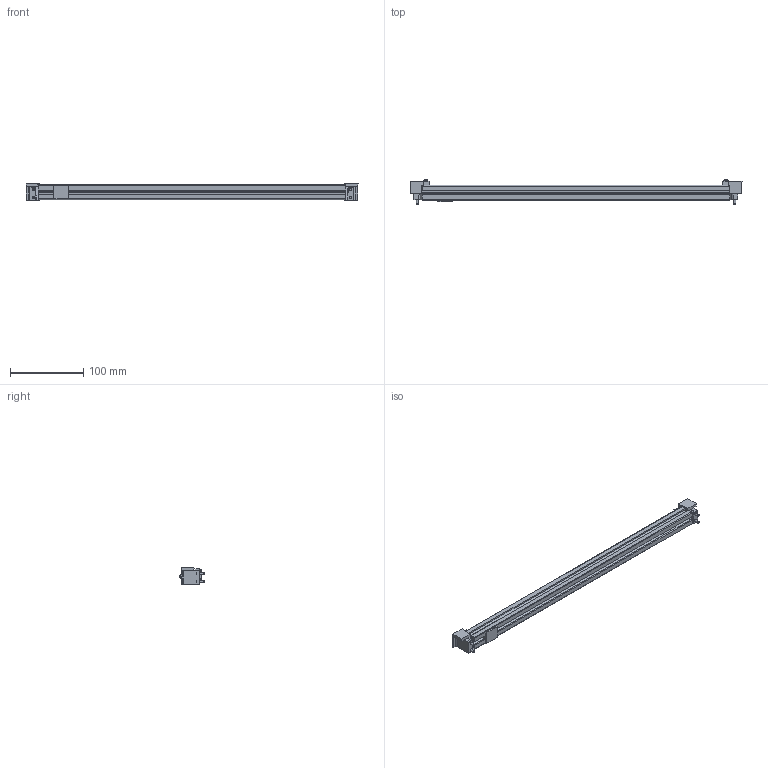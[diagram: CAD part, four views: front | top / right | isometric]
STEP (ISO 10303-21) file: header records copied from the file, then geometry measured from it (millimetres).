
FILE_DESCRIPTION(/* description */ (''),/* implementation_level */ '2;1');
FILE_NAME(/* name */ 'SV08_Dockbar_Brackets.step',/* time_stamp */ '2024-10-14T14:38:21-06:00',/* author */ (''),/* organization */ (''),/* preprocessor_version */ 'ST-DEVELOPER v20',/* originating_system */ 'Autodesk Translation Framework v13.20.0.188',/* authorisation */ '');
FILE_SCHEMA (('AUTOMOTIVE_DESIGN { 1 0 10303 214 3 1 1 }'));
Length unit declared in the file: millimetre
Products named in the file (11): SV08_Dockbar_Brackets; Hardware; 2020 420mm; (Unsaved); M3x10 BHCS; M3x8 BHCS; Stabalizer_x4; Bracket_Left; Supports (1); Bracket_Right; Supports
Assembly tree (15 placements, depth 3):
  SV08_Dockbar_Brackets
    Hardware
      2020 420mm
      (Unsaved)  x2
      M3x10 BHCS  x4
      M3x8 BHCS  x2
    Stabalizer_x4
    Bracket_Left
      Supports (1)
    Bracket_Right
      Supports
Bounding box: 453.49 x 33.35 x 22.6 mm (x, y, z)
Volume: 89243.5 mm3; surface area: 87554.4 mm2
Topology: 16 solids, 16 shells, 688 faces, 1769 edges, 1145 vertices
Faces by surface type: plane 355, bspline 156, cylinder 97, cone 72, sphere 6, torus 2
Full cylindrical faces by diameter (mm): 2.9 x2, 3 x6, 3.2 x6, 4.1 x2, 4.25 x4, 4.7 x2, 5.12 x1, 5.7 x6, 6 x4
Entity records: 19939 total; most frequent: CARTESIAN_POINT 8029, ORIENTED_EDGE 2540, DIRECTION 2207, EDGE_CURVE 1270, VERTEX_POINT 829, LINE 825, VECTOR 825, AXIS2_PLACEMENT_3D 691
